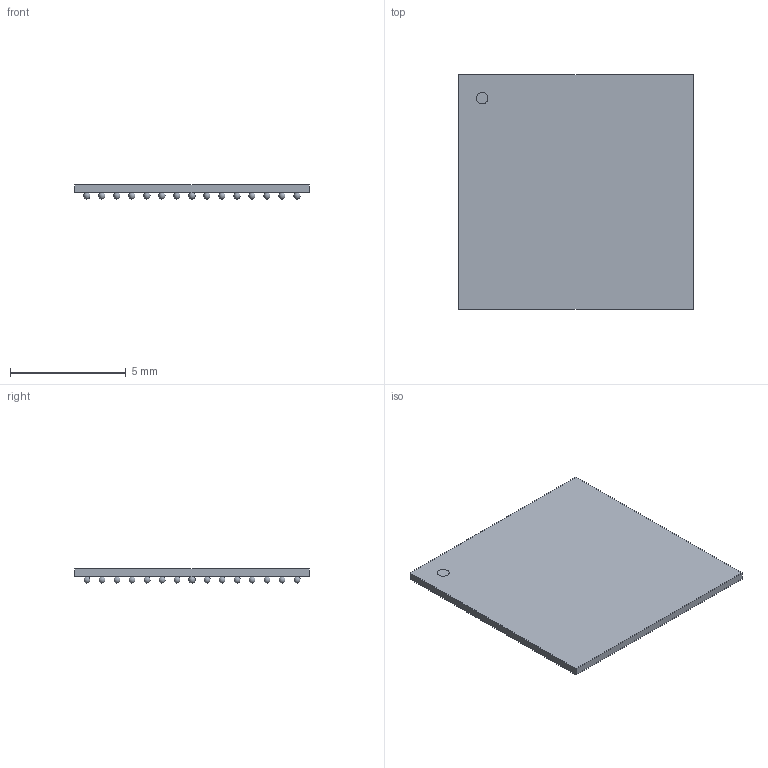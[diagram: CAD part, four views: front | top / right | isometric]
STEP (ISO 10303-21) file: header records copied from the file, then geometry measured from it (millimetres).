
FILE_DESCRIPTION(('STEP AP214'),'1');
FILE_NAME('UFBGA 10X10 P 0.65 176+25','2023-04-09T13:48:33',(''),(''),'','','');
FILE_SCHEMA(('AUTOMOTIVE_DESIGN'));
Length unit declared in the file: millimetre
Products named in the file (1): product
Bounding box: 10.16 x 10.16 x 0.61 mm (x, y, z)
Volume: 36.6 mm3; surface area: 269.6 mm2
Topology: 203 solids, 203 shells, 210 faces, 618 edges, 412 vertices
Faces by surface type: sphere 201, plane 8, cylinder 1
Full cylindrical faces by diameter (mm): 0.508 x1
Entity records: 2065 total; most frequent: DIRECTION 440, CARTESIAN_POINT 224, AXIS2_PLACEMENT_3D 214, STYLED_ITEM 210, ADVANCED_FACE 210, MANIFOLD_SOLID_BREP 203, CLOSED_SHELL 203, SPHERICAL_SURFACE 201
